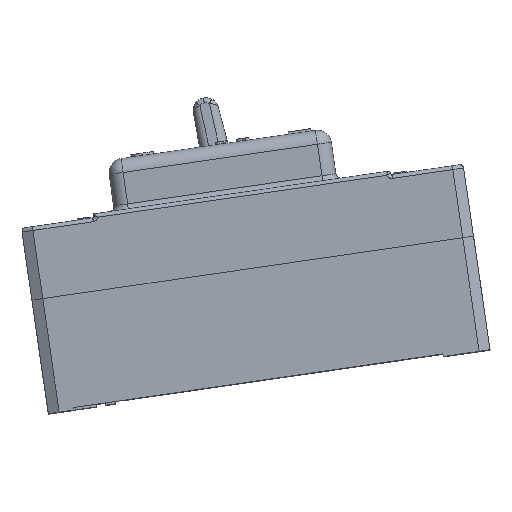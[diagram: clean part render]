
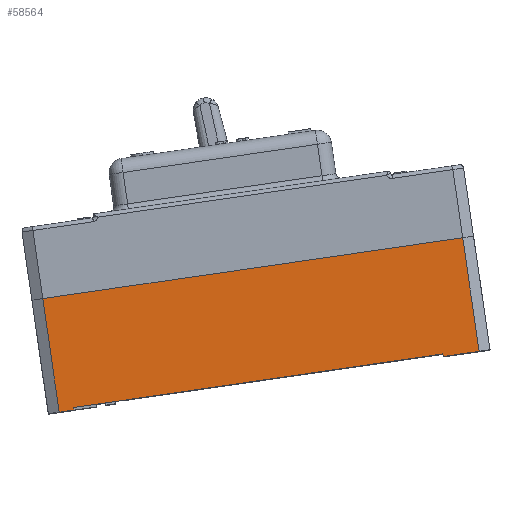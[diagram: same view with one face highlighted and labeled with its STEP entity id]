
A CAD part, top view. The second image highlights one B-rep face of the part: STEP entity #58564.
In plain terms, the highlighted planar face has unit normal (0, 0, 1).
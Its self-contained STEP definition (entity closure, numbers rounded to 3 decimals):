
#2707 = VERTEX_POINT ( 'NONE', #9357 ) ;
#2730 = VERTEX_POINT ( 'NONE', #9344 ) ;
#2734 = VERTEX_POINT ( 'NONE', #9342 ) ;
#9342 = CARTESIAN_POINT ( 'NONE',  ( -70.575, -10.466, 56.25 ) ) ;
#9344 = CARTESIAN_POINT ( 'NONE',  ( -70.432, -11.456, 56.25 ) ) ;
#9357 = CARTESIAN_POINT ( 'NONE',  ( 74.41, 10.545, 56.25 ) ) ;
#14335 = PLANE ( 'NONE',  #16396 ) ;
#14343 = CARTESIAN_POINT ( 'NONE',  ( -80.328, -12.89, 56.25 ) ) ;
#14344 = DIRECTION ( 'NONE',  ( 0., 0., 1. ) ) ;
#14345 = DIRECTION ( 'NONE',  ( 0.99, 0.143, 0. ) ) ;
#16396 = AXIS2_PLACEMENT_3D ( 'NONE', #14343, #14344, #14345 ) ;
#23645 = CARTESIAN_POINT ( 'NONE',  ( -76.073, -12.273, 56.25 ) ) ;
#23648 = CARTESIAN_POINT ( 'NONE',  ( -82.527, 32.261, 56.25 ) ) ;
#23661 = CARTESIAN_POINT ( 'NONE',  ( 88.607, 11.592, 56.25 ) ) ;
#23663 = CARTESIAN_POINT ( 'NONE',  ( 82.153, 56.126, 56.25 ) ) ;
#24040 = CARTESIAN_POINT ( 'NONE',  ( -76.073, -12.273, 56.25 ) ) ;
#24047 = CARTESIAN_POINT ( 'NONE',  ( -80.328, -12.89, 56.25 ) ) ;
#24049 = DIRECTION ( 'NONE',  ( 0.143, -0.99, 0. ) ) ;
#24069 = DIRECTION ( 'NONE',  ( 0.99, 0.143, 0. ) ) ;
#24076 = CARTESIAN_POINT ( 'NONE',  ( 88.607, 11.592, 56.25 ) ) ;
#24077 = DIRECTION ( 'NONE',  ( -0.143, 0.99, 0. ) ) ;
#27014 = CARTESIAN_POINT ( 'NONE',  ( 74.554, 9.555, 56.25 ) ) ;
#30782 = VERTEX_POINT ( 'NONE', #27014 ) ;
#31514 = EDGE_CURVE ( 'NONE', #2707, #30782, #38728, .T. ) ;
#31553 = EDGE_CURVE ( 'NONE', #2734, #2707, #38874, .T. ) ;
#31555 = EDGE_CURVE ( 'NONE', #44117, #44164, #38860, .T. ) ;
#31556 = EDGE_CURVE ( 'NONE', #44108, #2730, #38887, .T. ) ;
#31557 = EDGE_CURVE ( 'NONE', #2734, #2730, #38891, .T. ) ;
#34638 = CARTESIAN_POINT ( 'NONE',  ( 47.345, 197.306, 56.25 ) ) ;
#34649 = DIRECTION ( 'NONE',  ( 0.143, -0.99, 0. ) ) ;
#38728 = LINE ( 'NONE', #34638, #38753 ) ;
#38753 = VECTOR ( 'NONE', #34649, 1000. ) ;
#38860 = LINE ( 'NONE', #52658, #38889 ) ;
#38874 = LINE ( 'NONE', #52662, #38881 ) ;
#38881 = VECTOR ( 'NONE', #52663, 1000. ) ;
#38887 = LINE ( 'NONE', #52668, #38894 ) ;
#38889 = VECTOR ( 'NONE', #52667, 1000. ) ;
#38891 = LINE ( 'NONE', #52670, #38897 ) ;
#38894 = VECTOR ( 'NONE', #52669, 1000. ) ;
#38897 = VECTOR ( 'NONE', #52671, 1000. ) ;
#41888 = LINE ( 'NONE', #24040, #41902 ) ;
#41902 = VECTOR ( 'NONE', #24049, 1000. ) ;
#41907 = LINE ( 'NONE', #24047, #41922 ) ;
#41922 = VECTOR ( 'NONE', #24069, 1000. ) ;
#41927 = LINE ( 'NONE', #24076, #41930 ) ;
#41930 = VECTOR ( 'NONE', #24077, 1000. ) ;
#42794 = EDGE_LOOP ( 'NONE', ( #47038, #47039, #47040, #47041, #47042, #47043, #47044, #47045 ) ) ;
#44108 = VERTEX_POINT ( 'NONE', #23645 ) ;
#44117 = VERTEX_POINT ( 'NONE', #23648 ) ;
#44157 = VERTEX_POINT ( 'NONE', #23661 ) ;
#44164 = VERTEX_POINT ( 'NONE', #23663 ) ;
#47038 = ORIENTED_EDGE ( 'NONE', *, *, #31553, .T. ) ;
#47039 = ORIENTED_EDGE ( 'NONE', *, *, #31514, .T. ) ;
#47040 = ORIENTED_EDGE ( 'NONE', *, *, #47383, .T. ) ;
#47041 = ORIENTED_EDGE ( 'NONE', *, *, #47387, .T. ) ;
#47042 = ORIENTED_EDGE ( 'NONE', *, *, #31555, .F. ) ;
#47043 = ORIENTED_EDGE ( 'NONE', *, *, #47373, .T. ) ;
#47044 = ORIENTED_EDGE ( 'NONE', *, *, #31556, .T. ) ;
#47045 = ORIENTED_EDGE ( 'NONE', *, *, #31557, .F. ) ;
#47373 = EDGE_CURVE ( 'NONE', #44117, #44108, #41888, .T. ) ;
#47383 = EDGE_CURVE ( 'NONE', #30782, #44157, #41907, .T. ) ;
#47387 = EDGE_CURVE ( 'NONE', #44157, #44164, #41927, .T. ) ;
#48864 = FACE_OUTER_BOUND ( 'NONE', #42794, .T. ) ;
#52658 = CARTESIAN_POINT ( 'NONE',  ( -86.782, 31.645, 56.25 ) ) ;
#52662 = CARTESIAN_POINT ( 'NONE',  ( -70.575, -10.466, 56.25 ) ) ;
#52663 = DIRECTION ( 'NONE',  ( 0.99, 0.143, 0. ) ) ;
#52667 = DIRECTION ( 'NONE',  ( 0.99, 0.143, 0. ) ) ;
#52668 = CARTESIAN_POINT ( 'NONE',  ( -80.328, -12.89, 56.25 ) ) ;
#52669 = DIRECTION ( 'NONE',  ( 0.99, 0.143, 0. ) ) ;
#52670 = CARTESIAN_POINT ( 'NONE',  ( -97.64, 176.295, 56.25 ) ) ;
#52671 = DIRECTION ( 'NONE',  ( 0.143, -0.99, 0. ) ) ;
#58564 = ADVANCED_FACE ( 'NONE', ( #48864 ), #14335, .T. ) ;
